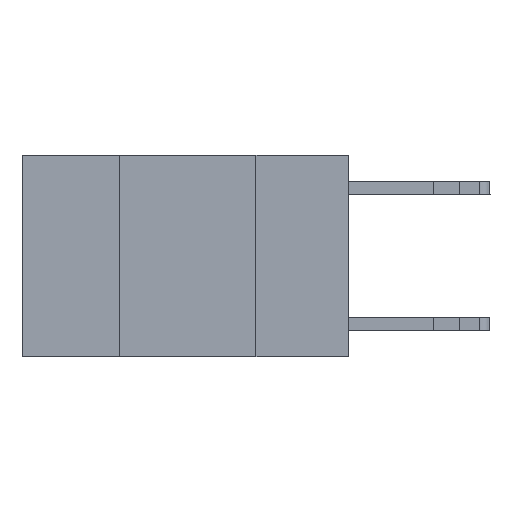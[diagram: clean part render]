
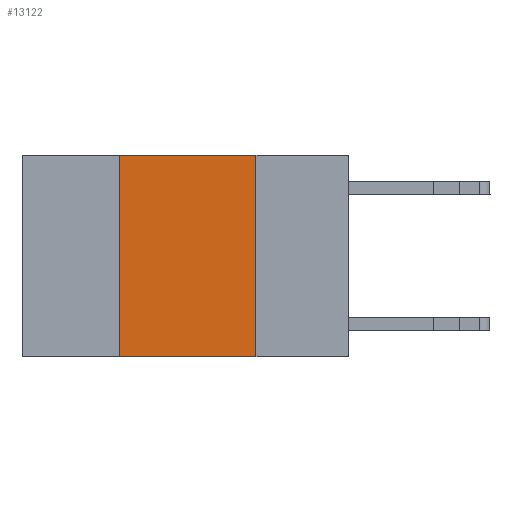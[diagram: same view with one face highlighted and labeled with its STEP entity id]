
A CAD part, left-side view. The second image highlights one B-rep face of the part: STEP entity #13122.
In plain terms, the highlighted planar face has unit normal (-1, 0, 0).
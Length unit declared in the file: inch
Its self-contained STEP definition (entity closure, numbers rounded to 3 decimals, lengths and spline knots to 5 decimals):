
#426 = CARTESIAN_POINT ( 'NONE',  ( 0., 0.17, -0.37 ) ) ;
#750 = EDGE_CURVE ( 'NONE', #1532, #5443, #5815, .T. ) ;
#936 = DIRECTION ( 'NONE',  ( 0., -1., 0. ) ) ;
#967 = LINE ( 'NONE', #12789, #3108 ) ;
#1495 = DIRECTION ( 'NONE',  ( 0., 0., 1. ) ) ;
#1501 = DIRECTION ( 'NONE',  ( 0., 0., -1. ) ) ;
#1532 = VERTEX_POINT ( 'NONE', #13823 ) ;
#1773 = AXIS2_PLACEMENT_3D ( 'NONE', #11809, #14021, #3085 ) ;
#2157 = ORIENTED_EDGE ( 'NONE', *, *, #4550, .T. ) ;
#2487 = VERTEX_POINT ( 'NONE', #5458 ) ;
#2848 = VECTOR ( 'NONE', #1495, 39.37008 ) ;
#3008 = FACE_OUTER_BOUND ( 'NONE', #9229, .T. ) ;
#3085 = DIRECTION ( 'NONE',  ( 0., 0., -1. ) ) ;
#3108 = VECTOR ( 'NONE', #9473, 39.37008 ) ;
#3489 = CARTESIAN_POINT ( 'NONE',  ( 0., 0.17, 0. ) ) ;
#3908 = ORIENTED_EDGE ( 'NONE', *, *, #750, .F. ) ;
#4550 = EDGE_CURVE ( 'NONE', #1532, #10187, #967, .T. ) ;
#5443 = VERTEX_POINT ( 'NONE', #9992 ) ;
#5458 = CARTESIAN_POINT ( 'NONE',  ( 0., 0.17, 0. ) ) ;
#5815 = LINE ( 'NONE', #12350, #2848 ) ;
#5883 = ORIENTED_EDGE ( 'NONE', *, *, #11195, .F. ) ;
#6683 = EDGE_CURVE ( 'NONE', #5443, #2487, #10614, .T. ) ;
#7370 = CARTESIAN_POINT ( 'NONE',  ( 0., 0.6, 0. ) ) ;
#7425 = PLANE ( 'NONE',  #1773 ) ;
#8546 = ORIENTED_EDGE ( 'NONE', *, *, #6683, .F. ) ;
#9000 = LINE ( 'NONE', #3489, #11863 ) ;
#9229 = EDGE_LOOP ( 'NONE', ( #5883, #8546, #3908, #2157 ) ) ;
#9473 = DIRECTION ( 'NONE',  ( 0., -1., 0. ) ) ;
#9992 = CARTESIAN_POINT ( 'NONE',  ( 0., 0.42, 0. ) ) ;
#10187 = VERTEX_POINT ( 'NONE', #426 ) ;
#10614 = LINE ( 'NONE', #7370, #11309 ) ;
#11195 = EDGE_CURVE ( 'NONE', #2487, #10187, #9000, .T. ) ;
#11309 = VECTOR ( 'NONE', #936, 39.37008 ) ;
#11809 = CARTESIAN_POINT ( 'NONE',  ( 0., 0.6, 0. ) ) ;
#11863 = VECTOR ( 'NONE', #1501, 39.37008 ) ;
#12350 = CARTESIAN_POINT ( 'NONE',  ( 0., 0.42, 0. ) ) ;
#12789 = CARTESIAN_POINT ( 'NONE',  ( 0., 0.6, -0.37 ) ) ;
#13122 = ADVANCED_FACE ( 'NONE', ( #3008 ), #7425, .F. ) ;
#13823 = CARTESIAN_POINT ( 'NONE',  ( 0., 0.42, -0.37 ) ) ;
#14021 = DIRECTION ( 'NONE',  ( 1., 0., 0. ) ) ;
